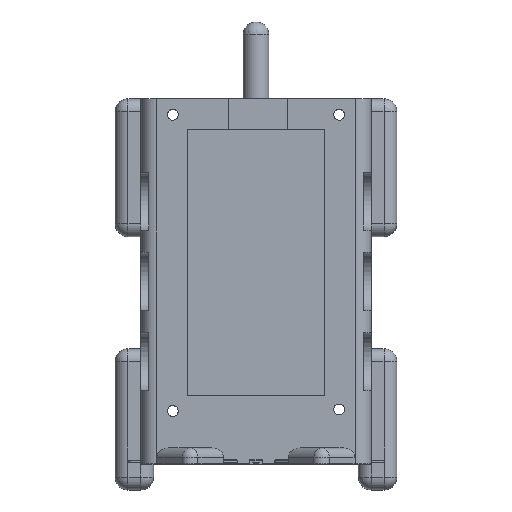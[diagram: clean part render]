
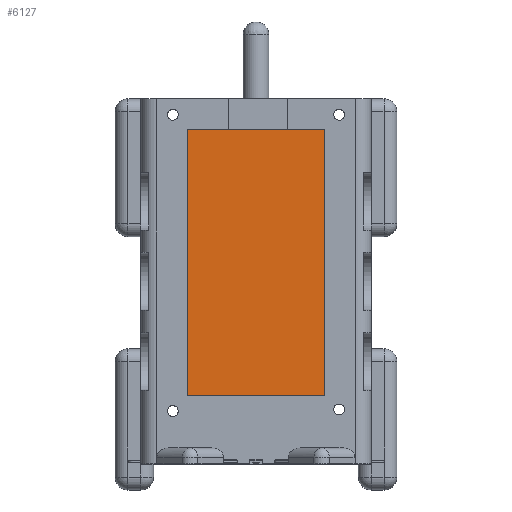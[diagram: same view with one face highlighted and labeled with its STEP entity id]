
A CAD part, top view. The second image highlights one B-rep face of the part: STEP entity #6127.
In plain terms, the highlighted planar face has unit normal (0, 0, 1).
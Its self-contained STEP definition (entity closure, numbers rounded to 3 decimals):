
#130=LINE('',#8577,#685);
#134=LINE('',#8585,#689);
#141=LINE('',#8599,#696);
#680=LINE('',#11635,#1235);
#685=VECTOR('',#6797,10.);
#689=VECTOR('',#6803,10.);
#696=VECTOR('',#6812,10.);
#1235=VECTOR('',#8531,10.);
#1739=FACE_OUTER_BOUND('',#2131,.T.);
#2131=EDGE_LOOP('',(#5573,#5574,#5575,#5576));
#2415=VERTEX_POINT('',#8575);
#2416=VERTEX_POINT('',#8576);
#2419=VERTEX_POINT('',#8584);
#2425=VERTEX_POINT('',#8598);
#2966=EDGE_CURVE('',#2415,#2416,#130,.T.);
#2970=EDGE_CURVE('',#2415,#2419,#134,.T.);
#2977=EDGE_CURVE('',#2425,#2419,#141,.T.);
#3826=EDGE_CURVE('',#2425,#2416,#680,.T.);
#5573=ORIENTED_EDGE('',*,*,#2966,.T.);
#5574=ORIENTED_EDGE('',*,*,#3826,.F.);
#5575=ORIENTED_EDGE('',*,*,#2977,.T.);
#5576=ORIENTED_EDGE('',*,*,#2970,.F.);
#5769=PLANE('',#6744);
#6127=ADVANCED_FACE('',(#1739),#5769,.T.);
#6744=AXIS2_PLACEMENT_3D('',#11634,#8529,#8530);
#6797=DIRECTION('',(1.,0.,0.));
#6803=DIRECTION('',(0.,1.,0.));
#6812=DIRECTION('',(-1.,0.,0.));
#8529=DIRECTION('center_axis',(0.,0.,1.));
#8530=DIRECTION('ref_axis',(1.,0.,0.));
#8531=DIRECTION('',(0.,-1.,0.));
#8575=CARTESIAN_POINT('',(-33.432,-14.506,43.));
#8576=CARTESIAN_POINT('',(9.468,-14.506,43.));
#8577=CARTESIAN_POINT('',(-1.257,-14.506,43.));
#8584=CARTESIAN_POINT('',(-33.432,68.5,43.));
#8585=CARTESIAN_POINT('',(-33.432,60.5,43.));
#8598=CARTESIAN_POINT('',(9.468,68.5,43.));
#8599=CARTESIAN_POINT('',(-22.707,68.5,43.));
#11634=CARTESIAN_POINT('Origin',(-11.982,18.997,43.));
#11635=CARTESIAN_POINT('',(9.468,39.748,43.));
